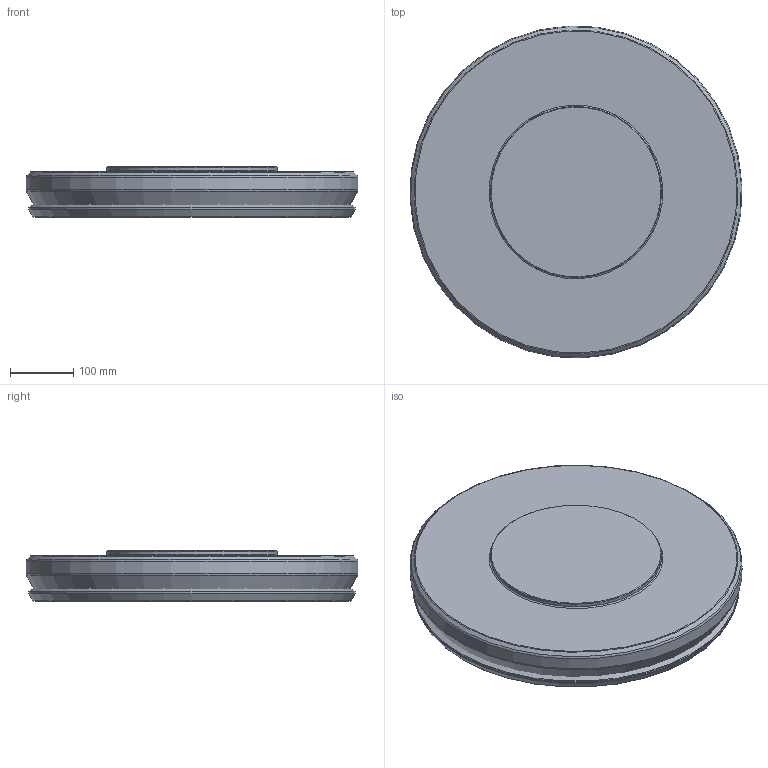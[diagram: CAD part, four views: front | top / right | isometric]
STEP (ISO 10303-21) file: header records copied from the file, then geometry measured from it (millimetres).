
FILE_DESCRIPTION(/* description */ ('3-D model version:1'),/* implementation_level */ '2;1');
FILE_NAME(/* name */ '360-500Q60-Z18D19',/* time_stamp */ '2015-08-10T10:00:15+02:00',/* author */ ('InteractiveCad'),/* organization */ ('AB Sandvik Coromant'),/* preprocessor_version */ 'ST-DEVELOPER v11',/* originating_system */ 'SIEMENS UGS NX 6.0',/* authorisation */ '');
FILE_SCHEMA (('AP203_CONFIGURATION_CONTROLLED_3D_DESIGN_OF_MECHANICAL_PARTS_AND_ASSEMBLIES_MIM_LF'));
Length unit declared in the file: millimetre
Products named in the file (1): 360_500Q60_Z18D19_SIM
Bounding box: 523.67 x 523.67 x 80 mm (x, y, z)
Volume: 10520097.7 mm3; surface area: 642787.4 mm2
Topology: 2 solids, 2 shells, 37 faces, 70 edges, 39 vertices
Faces by surface type: torus 17, cone 9, plane 6, cylinder 5
Full cylindrical faces by diameter (mm): 270 x1, 400 x1, 469.408 x1, 515 x1, 524.25 x1
Entity records: 840 total; most frequent: DIRECTION 148, CARTESIAN_POINT 110, AXIS2_PLACEMENT_3D 74, EDGE_LOOP 72, ORIENTED_EDGE 72, FACE_BOUND 70, ADVANCED_FACE 37, VERTEX_POINT 36
